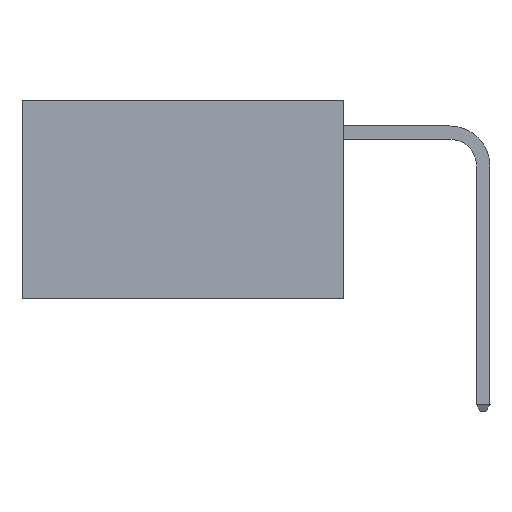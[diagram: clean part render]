
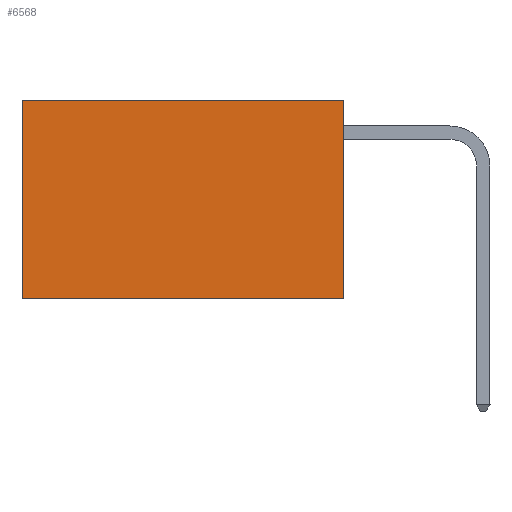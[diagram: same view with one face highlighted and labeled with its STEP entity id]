
A CAD part, left-side view. The second image highlights one B-rep face of the part: STEP entity #6568.
In plain terms, the highlighted planar face has unit normal (-1, 0, 0).
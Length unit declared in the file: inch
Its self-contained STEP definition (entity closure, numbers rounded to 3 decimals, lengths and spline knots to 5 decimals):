
#141 = DIRECTION ( 'NONE',  ( 0., 0., -1. ) ) ;
#272 = ORIENTED_EDGE ( 'NONE', *, *, #2179, .F. ) ;
#1057 = CARTESIAN_POINT ( 'NONE',  ( 0.2625, 0., -0.37 ) ) ;
#1931 = ORIENTED_EDGE ( 'NONE', *, *, #11562, .T. ) ;
#2151 = CARTESIAN_POINT ( 'NONE',  ( 0.2625, 0.6, 0. ) ) ;
#2179 = EDGE_CURVE ( 'NONE', #8347, #3155, #12034, .T. ) ;
#2555 = LINE ( 'NONE', #2151, #12055 ) ;
#3155 = VERTEX_POINT ( 'NONE', #4201 ) ;
#3171 = FACE_OUTER_BOUND ( 'NONE', #7565, .T. ) ;
#4201 = CARTESIAN_POINT ( 'NONE',  ( 0.2625, 0.6, -0.37 ) ) ;
#4530 = DIRECTION ( 'NONE',  ( 0., 1., 0. ) ) ;
#5042 = CARTESIAN_POINT ( 'NONE',  ( 0.2625, 0., 0. ) ) ;
#5075 = LINE ( 'NONE', #12009, #12010 ) ;
#5606 = CARTESIAN_POINT ( 'NONE',  ( 0.2625, 0., 0. ) ) ;
#5926 = DIRECTION ( 'NONE',  ( 1., 0., 0. ) ) ;
#5945 = DIRECTION ( 'NONE',  ( 0., 1., 0. ) ) ;
#6568 = ADVANCED_FACE ( 'NONE', ( #3171 ), #10478, .F. ) ;
#7151 = EDGE_CURVE ( 'NONE', #7601, #8347, #5075, .T. ) ;
#7469 = VERTEX_POINT ( 'NONE', #9070 ) ;
#7565 = EDGE_LOOP ( 'NONE', ( #10328, #272, #9046, #1931 ) ) ;
#7601 = VERTEX_POINT ( 'NONE', #5606 ) ;
#8120 = CARTESIAN_POINT ( 'NONE',  ( 0.2625, 0., -0.37 ) ) ;
#8166 = AXIS2_PLACEMENT_3D ( 'NONE', #9566, #5926, #141 ) ;
#8347 = VERTEX_POINT ( 'NONE', #8120 ) ;
#8427 = DIRECTION ( 'NONE',  ( 0., 0., -1. ) ) ;
#9046 = ORIENTED_EDGE ( 'NONE', *, *, #7151, .F. ) ;
#9070 = CARTESIAN_POINT ( 'NONE',  ( 0.2625, 0.6, 0. ) ) ;
#9395 = VECTOR ( 'NONE', #4530, 39.37008 ) ;
#9566 = CARTESIAN_POINT ( 'NONE',  ( 0.2625, 0., 0. ) ) ;
#9970 = VECTOR ( 'NONE', #5945, 39.37008 ) ;
#10253 = LINE ( 'NONE', #5042, #9970 ) ;
#10328 = ORIENTED_EDGE ( 'NONE', *, *, #11571, .T. ) ;
#10478 = PLANE ( 'NONE',  #8166 ) ;
#10535 = DIRECTION ( 'NONE',  ( 0., 0., -1. ) ) ;
#11562 = EDGE_CURVE ( 'NONE', #7601, #7469, #10253, .T. ) ;
#11571 = EDGE_CURVE ( 'NONE', #7469, #3155, #2555, .T. ) ;
#12009 = CARTESIAN_POINT ( 'NONE',  ( 0.2625, 0., 0. ) ) ;
#12010 = VECTOR ( 'NONE', #8427, 39.37008 ) ;
#12034 = LINE ( 'NONE', #1057, #9395 ) ;
#12055 = VECTOR ( 'NONE', #10535, 39.37008 ) ;
